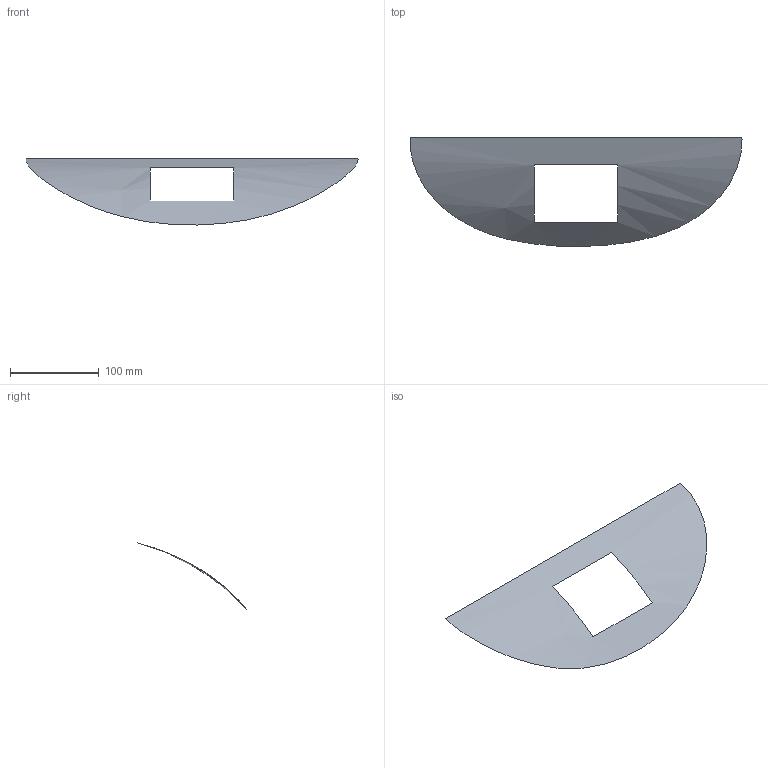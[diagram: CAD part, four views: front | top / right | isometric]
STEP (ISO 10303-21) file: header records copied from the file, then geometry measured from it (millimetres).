
FILE_DESCRIPTION(('Bauteilbeschreibung','HiCAD-Model','HiCAD-STEP-TRANSLATION','Bauteilbeschreibung'),'2;1');
FILE_NAME('FFF.STP','2012-07-13T13:11:16+00:00',('Konstrukteur'),('Konstrukteur Firma GmbH'),' HiCAD 2011, Step 1600.0 ','HiCAD 2011','confidential');
FILE_SCHEMA(('AUTOMOTIVE_DESIGN { 1 2 10303 214 0 1 1 1 }'));
Length unit declared in the file: millimetre
Products named in the file (2): FFF; SHELL_7
Assembly tree (1 placements, depth 2):
  FFF
    SHELL_7
Bounding box: 374.8 x 122.95 x 74.57 mm (x, y, z)
Surface area: 36134 mm2 (no closed solid volume)
Topology: 0 solids, 1 shells, 1 faces, 11 edges, 11 vertices
Faces by surface type: bspline 1
Entity records: 248 total; most frequent: CARTESIAN_POINT 128, EDGE_CURVE 11, ORIENTED_EDGE 11, VERTEX_POINT 11, B_SPLINE_CURVE_WITH_KNOTS 9, SURFACE_CURVE 9, DIRECTION 4, UNCERTAINTY_MEASURE_WITH_UNIT 4
